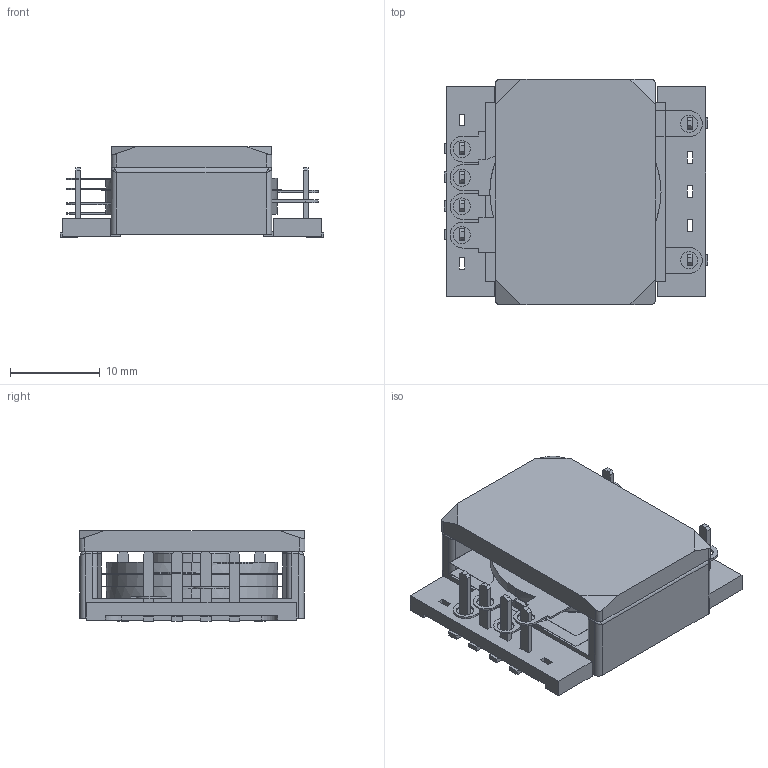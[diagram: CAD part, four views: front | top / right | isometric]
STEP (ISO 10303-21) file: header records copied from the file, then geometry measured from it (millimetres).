
FILE_DESCRIPTION (( 'STEP AP214' ), '1' );
FILE_NAME ('750341144(6G).STEP', '2023-07-14T14:05:49', ( '' ), ( '' ), 'SwSTEP 2.0', 'SolidWorks 2022', '' );
FILE_SCHEMA (( 'AUTOMOTIVE_DESIGN' ));
Length unit declared in the file: millimetre
Products named in the file (8): 750341144(6G); 800-0048_6D; 4800-9013; 150-2976_6A-b; 250-1425_6B; 150-2976_6A; 800-0046_6B; 250-1425_TERM
Assembly tree (14 placements, depth 2):
  750341144(6G)
    250-1425_6B
    250-1425_TERM  x6
    150-2976_6A
    150-2976_6A-b
    800-0048_6D  x2
    4800-9013  x2
    800-0046_6B
Bounding box: 29.4 x 25.2 x 10.15 mm (x, y, z)
Volume: 4132.9 mm3; surface area: 6813.1 mm2
Topology: 15 solids, 15 shells, 340 faces, 901 edges, 588 vertices
Faces by surface type: plane 233, cylinder 93, torus 10, bspline 4
Entity records: 9016 total; most frequent: CARTESIAN_POINT 1536, ORIENTED_EDGE 1302, DIRECTION 1267, EDGE_CURVE 651, LINE 493, VECTOR 493, VERTEX_POINT 424, AXIS2_PLACEMENT_3D 387
